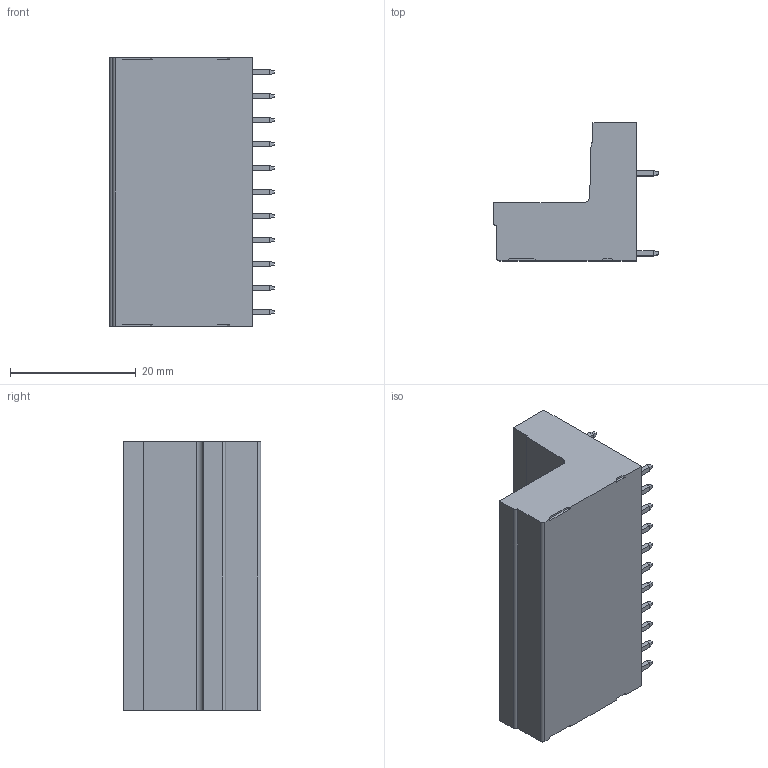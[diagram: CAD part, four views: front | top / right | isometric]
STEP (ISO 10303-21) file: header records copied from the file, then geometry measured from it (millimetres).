
FILE_DESCRIPTION((''),'2;1');
FILE_NAME('TLPHDC-105R-1','2024-09-23T16:03:34',('sheji109'),(''),'CREO PARAMETRIC BY PTC INC, 2018100','CREO PARAMETRIC BY PTC INC, 2018100','');
FILE_SCHEMA(('CONFIG_CONTROL_DESIGN'));
Length unit declared in the file: millimetre
Products named in the file (1): TLPHDC-105R-1
Bounding box: 26.2 x 21.9 x 42.7 mm (x, y, z)
Volume: 9878.6 mm3; surface area: 10666.8 mm2
Topology: 1 solids, 1 shells, 1869 faces, 5099 edges, 3277 vertices
Faces by surface type: plane 1514, cylinder 322, cone 22, sphere 11
Entity records: 58288 total; most frequent: CARTESIAN_POINT 10721, ORIENTED_EDGE 10176, DIRECTION 9414, EDGE_CURVE 5088, VECTOR 4278, LINE 4278, VERTEX_POINT 3277, AXIS2_PLACEMENT_3D 2568
